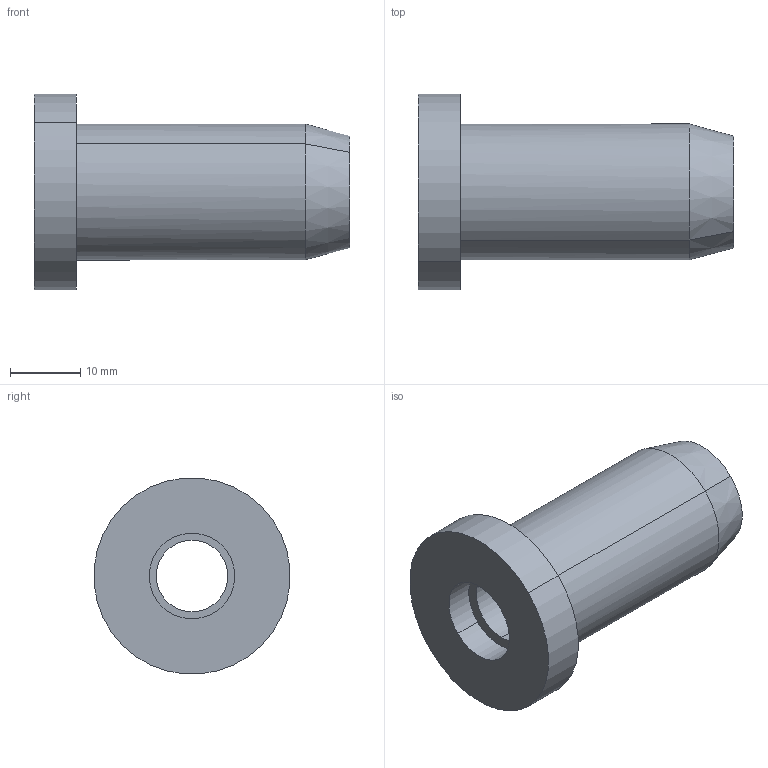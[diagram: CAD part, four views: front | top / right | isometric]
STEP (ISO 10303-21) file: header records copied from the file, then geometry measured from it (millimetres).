
FILE_DESCRIPTION(('STEP AP214'),'1');
FILE_NAME('cctmp_A31A0F19-F5F7-410D-B3AE-32492E120EC2_2020_1_17_7_17_55_40..stp','2020-01-17T06:17:55',('Bosch Rexroth AG'),('CADClick - www.CADClick.com'),'Spatial InterOp 3D',' ','unknown authorization - (Healing Option Enabled)');
FILE_SCHEMA(('AUTOMOTIVE_DESIGN'));
Length unit declared in the file: millimetre
Products named in the file (1): 2020_01_17__07-17-55-040
Bounding box: 45 x 27.89 x 27.89 mm (x, y, z)
Volume: 10327.6 mm3; surface area: 5576.8 mm2
Topology: 1 solids, 1 shells, 24 faces, 61 edges, 43 vertices
Faces by surface type: plane 12, cylinder 10, cone 2
Entity records: 972 total; most frequent: DIRECTION 142, CARTESIAN_POINT 129, ORIENTED_EDGE 122, EDGE_CURVE 61, AXIS2_PLACEMENT_3D 56, VERTEX_POINT 43, CIRCLE 31, EDGE_LOOP 30
